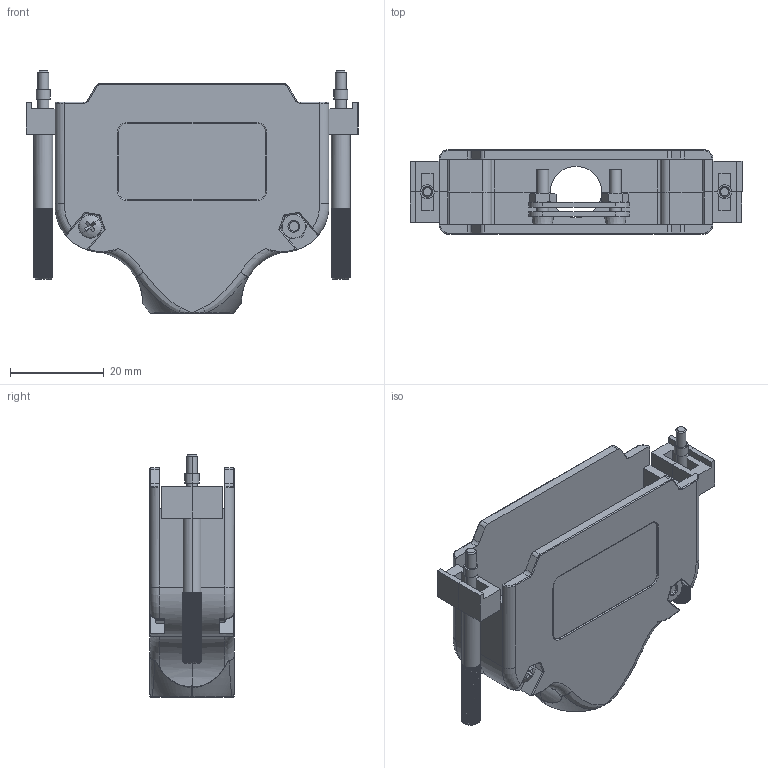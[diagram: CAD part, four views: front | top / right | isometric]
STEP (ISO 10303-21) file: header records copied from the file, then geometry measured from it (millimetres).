
FILE_DESCRIPTION (( 'STEP AP214' ), '1' );
FILE_NAME ('211-HSG-D37-SR.STEP', '2014-04-10T12:00:19', ( 'allectra' ), ( 'Microsoft' ), 'SwSTEP 2.0', 'SolidWorks 2013', '' );
FILE_SCHEMA (( 'AUTOMOTIVE_DESIGN' ));
Length unit declared in the file: millimetre
Products named in the file (9): B18.6.7M - M2.5 x 0.45 x 13 Type I Cross Recessed PHMS --13N_B18.6.7M - M2.5 x 0.45 x 13 Type I Cross Recessed PHMS --13N; B18.2.4.1M - Hex nut, Style 1,  M2.5 x 0.45 --D-N_B18.2.4.1M - Hex nut, Style 1,  M2.5 x 0.45 --D-N; 9211-HSG-SCREW-CONEC; 211-SR15_50-SS; Sechskantmutter ISO 4032_Hexagon Nut ISO 4032 - M2.5 - D - N; ISO 1207 - M2.5 x 10 --- 10C_ISO 1207 - M2.5 x 10 --- 10C; 9211-SR-UHV; 9211-HSG-D37-SR; 211-HSG-D37-SR
Assembly tree (15 placements, depth 3):
  211-HSG-D37-SR
    9211-HSG-D37-SR  x2
    211-SR15_50-SS
      9211-SR-UHV  x2
      ISO 1207 - M2.5 x 10 --- 10C_ISO 1207 - M2.5 x 10 --- 10C  x2
      Sechskantmutter ISO 4032_Hexagon Nut ISO 4032 - M2.5 - D - N  x2
    9211-HSG-SCREW-CONEC  x2
    B18.2.4.1M - Hex nut, Style 1,  M2.5 x 0.45 --D-N_B18.2.4.1M - Hex nut, Style 1,  M2.5 x 0.45 --D-N  x2
    B18.6.7M - M2.5 x 0.45 x 13 Type I Cross Recessed PHMS --13N_B18.6.7M - M2.5 x 0.45 x 13 Type I Cross Recessed PHMS --13N  x2
Bounding box: 70.9 x 18 x 51.7 mm (x, y, z)
Volume: 17220.9 mm3; surface area: 17057.3 mm2
Topology: 14 solids, 14 shells, 722 faces, 1838 edges, 1152 vertices
Faces by surface type: plane 394, cylinder 160, cone 76, torus 52, bspline 36, sphere 4
Entity records: 12206 total; most frequent: CARTESIAN_POINT 3234, ORIENTED_EDGE 1834, DIRECTION 1775, EDGE_CURVE 917, AXIS2_PLACEMENT_3D 668, VERTEX_POINT 576, LINE 439, VECTOR 439
